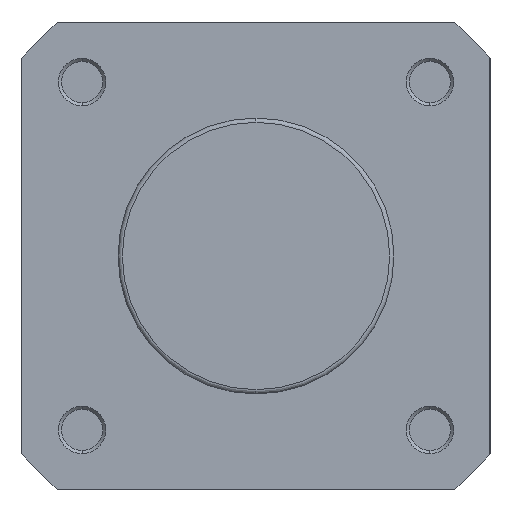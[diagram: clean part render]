
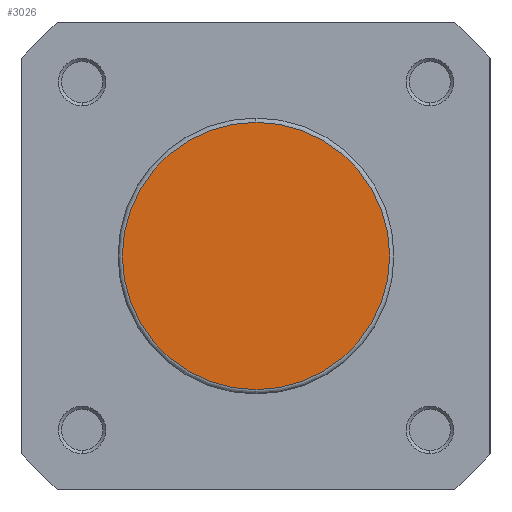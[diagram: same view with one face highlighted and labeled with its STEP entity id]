
A CAD part, left-side view. The second image highlights one B-rep face of the part: STEP entity #3026.
In plain terms, the highlighted planar face has unit normal (-1, 0, 0).
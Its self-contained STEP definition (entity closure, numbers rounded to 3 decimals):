
#523 = CARTESIAN_POINT ( 'NONE',  ( 0., 0., 21.7 ) ) ;
#805 = EDGE_LOOP ( 'NONE', ( #4371, #4370 ) ) ;
#1600 = CIRCLE ( 'NONE', #3899, 21.7 ) ;
#1669 = CIRCLE ( 'NONE', #3920, 21.7 ) ;
#2168 = CARTESIAN_POINT ( 'NONE',  ( 0., 0., 0. ) ) ;
#2182 = DIRECTION ( 'NONE',  ( -1., 0., 0. ) ) ;
#2183 = DIRECTION ( 'NONE',  ( 0., 0., -1. ) ) ;
#2291 = CARTESIAN_POINT ( 'NONE',  ( 0., 0., 0. ) ) ;
#2293 = DIRECTION ( 'NONE',  ( -1., 0., 0. ) ) ;
#2294 = DIRECTION ( 'NONE',  ( 0., 0., -1. ) ) ;
#2958 = VERTEX_POINT ( 'NONE', #523 ) ;
#3026 = ADVANCED_FACE ( 'NONE', ( #4835 ), #5201, .F. ) ;
#3168 = VERTEX_POINT ( 'NONE', #5766 ) ;
#3451 = EDGE_CURVE ( 'NONE', #3168, #2958, #1600, .T. ) ;
#3496 = EDGE_CURVE ( 'NONE', #2958, #3168, #1669, .T. ) ;
#3657 = AXIS2_PLACEMENT_3D ( 'NONE', #5200, #5203, #5204 ) ;
#3899 = AXIS2_PLACEMENT_3D ( 'NONE', #2168, #2182, #2183 ) ;
#3920 = AXIS2_PLACEMENT_3D ( 'NONE', #2291, #2293, #2294 ) ;
#4370 = ORIENTED_EDGE ( 'NONE', *, *, #3496, .T. ) ;
#4371 = ORIENTED_EDGE ( 'NONE', *, *, #3451, .T. ) ;
#4835 = FACE_OUTER_BOUND ( 'NONE', #805, .T. ) ;
#5200 = CARTESIAN_POINT ( 'NONE',  ( 0., 22.4, 0. ) ) ;
#5201 = PLANE ( 'NONE',  #3657 ) ;
#5203 = DIRECTION ( 'NONE',  ( 1., 0., 0. ) ) ;
#5204 = DIRECTION ( 'NONE',  ( 0., 0., -1. ) ) ;
#5766 = CARTESIAN_POINT ( 'NONE',  ( 0., 0., -21.7 ) ) ;
